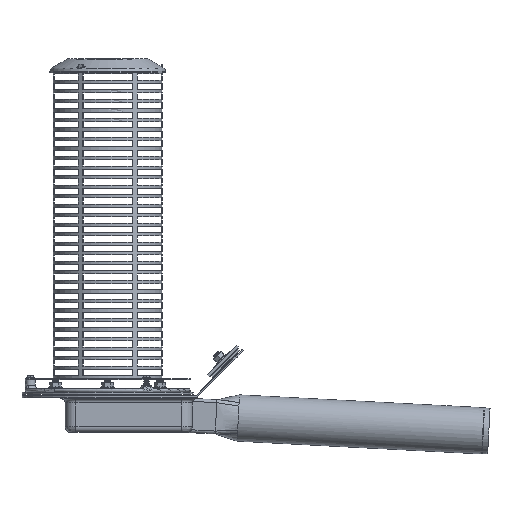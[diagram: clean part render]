
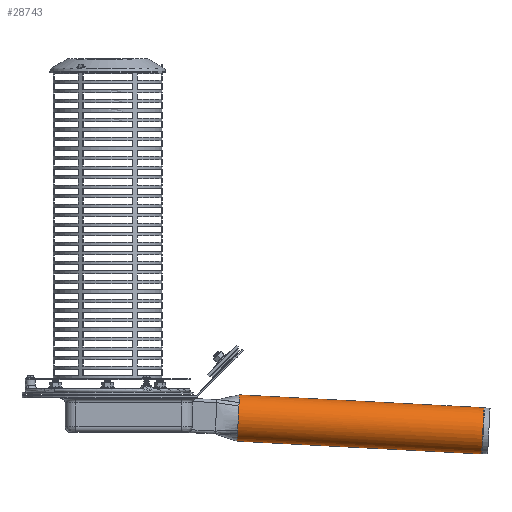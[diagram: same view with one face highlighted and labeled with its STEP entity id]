
A CAD part, front view. The second image highlights one B-rep face of the part: STEP entity #28743.
In plain terms, the highlighted cylindrical face has radius 365 mm (diameter 730 mm), a full revolution.
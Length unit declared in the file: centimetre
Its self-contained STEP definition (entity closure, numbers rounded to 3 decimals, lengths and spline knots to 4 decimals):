
#2628=FACE_OUTER_BOUND('',#4310,.T.);
#4310=EDGE_LOOP('',(#21568,#21569,#21570,#21571,#21572,#21573,#21574,#21575,
#21576,#21577,#21578,#21579,#21580,#21581,#21582,#21583,#21584,#21585));
#6179=LINE('',#45958,#8564);
#8564=VECTOR('',#35886,36.5);
#11021=CIRCLE('',#30905,36.5);
#11022=CIRCLE('',#30906,36.5);
#11027=CIRCLE('',#30913,36.5);
#11028=CIRCLE('',#30914,36.5);
#11029=CIRCLE('',#30915,36.5);
#11030=CIRCLE('',#30916,36.5);
#11031=CIRCLE('',#30917,36.5);
#11032=CIRCLE('',#30918,36.5);
#11033=CIRCLE('',#30919,36.5);
#11034=CIRCLE('',#30920,36.5);
#11035=CIRCLE('',#30921,36.5);
#11036=CIRCLE('',#30922,36.5);
#11037=CIRCLE('',#30923,36.5);
#11038=CIRCLE('',#30924,36.5);
#11039=CIRCLE('',#30925,36.5);
#11040=CIRCLE('',#30926,36.5);
#12929=VERTEX_POINT('',#45927);
#12930=VERTEX_POINT('',#45928);
#12934=VERTEX_POINT('',#45941);
#12935=VERTEX_POINT('',#45942);
#12936=VERTEX_POINT('',#45944);
#12937=VERTEX_POINT('',#45946);
#12938=VERTEX_POINT('',#45948);
#12939=VERTEX_POINT('',#45950);
#12940=VERTEX_POINT('',#45952);
#12941=VERTEX_POINT('',#45954);
#12942=VERTEX_POINT('',#45956);
#12943=VERTEX_POINT('',#45959);
#12944=VERTEX_POINT('',#45961);
#12945=VERTEX_POINT('',#45963);
#12946=VERTEX_POINT('',#45965);
#12947=VERTEX_POINT('',#45967);
#16143=EDGE_CURVE('',#12929,#12930,#11021,.T.);
#16144=EDGE_CURVE('',#12930,#12929,#11022,.T.);
#16150=EDGE_CURVE('',#12934,#12935,#11027,.T.);
#16151=EDGE_CURVE('',#12936,#12934,#11028,.T.);
#16152=EDGE_CURVE('',#12937,#12936,#11029,.T.);
#16153=EDGE_CURVE('',#12938,#12937,#11030,.T.);
#16154=EDGE_CURVE('',#12939,#12938,#11031,.T.);
#16155=EDGE_CURVE('',#12940,#12939,#11032,.T.);
#16156=EDGE_CURVE('',#12941,#12940,#11033,.T.);
#16157=EDGE_CURVE('',#12942,#12941,#11034,.T.);
#16158=EDGE_CURVE('',#12942,#12930,#6179,.T.);
#16159=EDGE_CURVE('',#12943,#12942,#11035,.T.);
#16160=EDGE_CURVE('',#12944,#12943,#11036,.T.);
#16161=EDGE_CURVE('',#12945,#12944,#11037,.T.);
#16162=EDGE_CURVE('',#12946,#12945,#11038,.T.);
#16163=EDGE_CURVE('',#12947,#12946,#11039,.T.);
#16164=EDGE_CURVE('',#12935,#12947,#11040,.T.);
#21568=ORIENTED_EDGE('',*,*,#16150,.F.);
#21569=ORIENTED_EDGE('',*,*,#16151,.F.);
#21570=ORIENTED_EDGE('',*,*,#16152,.F.);
#21571=ORIENTED_EDGE('',*,*,#16153,.F.);
#21572=ORIENTED_EDGE('',*,*,#16154,.F.);
#21573=ORIENTED_EDGE('',*,*,#16155,.F.);
#21574=ORIENTED_EDGE('',*,*,#16156,.F.);
#21575=ORIENTED_EDGE('',*,*,#16157,.F.);
#21576=ORIENTED_EDGE('',*,*,#16158,.T.);
#21577=ORIENTED_EDGE('',*,*,#16143,.F.);
#21578=ORIENTED_EDGE('',*,*,#16144,.F.);
#21579=ORIENTED_EDGE('',*,*,#16158,.F.);
#21580=ORIENTED_EDGE('',*,*,#16159,.F.);
#21581=ORIENTED_EDGE('',*,*,#16160,.F.);
#21582=ORIENTED_EDGE('',*,*,#16161,.F.);
#21583=ORIENTED_EDGE('',*,*,#16162,.F.);
#21584=ORIENTED_EDGE('',*,*,#16163,.F.);
#21585=ORIENTED_EDGE('',*,*,#16164,.F.);
#28096=CYLINDRICAL_SURFACE('',#30912,36.5);
#28743=ADVANCED_FACE('',(#2628),#28096,.T.);
#30905=AXIS2_PLACEMENT_3D('',#45929,#35853,#35854);
#30906=AXIS2_PLACEMENT_3D('',#45930,#35855,#35856);
#30912=AXIS2_PLACEMENT_3D('',#45940,#35868,#35869);
#30913=AXIS2_PLACEMENT_3D('',#45943,#35870,#35871);
#30914=AXIS2_PLACEMENT_3D('',#45945,#35872,#35873);
#30915=AXIS2_PLACEMENT_3D('',#45947,#35874,#35875);
#30916=AXIS2_PLACEMENT_3D('',#45949,#35876,#35877);
#30917=AXIS2_PLACEMENT_3D('',#45951,#35878,#35879);
#30918=AXIS2_PLACEMENT_3D('',#45953,#35880,#35881);
#30919=AXIS2_PLACEMENT_3D('',#45955,#35882,#35883);
#30920=AXIS2_PLACEMENT_3D('',#45957,#35884,#35885);
#30921=AXIS2_PLACEMENT_3D('',#45960,#35887,#35888);
#30922=AXIS2_PLACEMENT_3D('',#45962,#35889,#35890);
#30923=AXIS2_PLACEMENT_3D('',#45964,#35891,#35892);
#30924=AXIS2_PLACEMENT_3D('',#45966,#35893,#35894);
#30925=AXIS2_PLACEMENT_3D('',#45968,#35895,#35896);
#30926=AXIS2_PLACEMENT_3D('',#45969,#35897,#35898);
#35853=DIRECTION('center_axis',(0.999,0.,
-0.052));
#35854=DIRECTION('ref_axis',(-0.052,0.,-0.999));
#35855=DIRECTION('center_axis',(0.999,0.,
-0.052));
#35856=DIRECTION('ref_axis',(-0.052,0.,-0.999));
#35868=DIRECTION('center_axis',(-0.999,0.,
0.052));
#35869=DIRECTION('ref_axis',(0.052,0.,0.999));
#35870=DIRECTION('center_axis',(-0.999,0.,
0.052));
#35871=DIRECTION('ref_axis',(0.052,0.,0.999));
#35872=DIRECTION('center_axis',(-0.999,0.,
0.052));
#35873=DIRECTION('ref_axis',(0.052,0.,0.999));
#35874=DIRECTION('center_axis',(-0.999,0.,
0.052));
#35875=DIRECTION('ref_axis',(0.052,0.,0.999));
#35876=DIRECTION('center_axis',(-0.999,0.,
0.052));
#35877=DIRECTION('ref_axis',(0.052,0.,0.999));
#35878=DIRECTION('center_axis',(-0.999,0.,
0.052));
#35879=DIRECTION('ref_axis',(0.052,0.,0.999));
#35880=DIRECTION('center_axis',(-0.999,0.,
0.052));
#35881=DIRECTION('ref_axis',(0.052,0.,0.999));
#35882=DIRECTION('center_axis',(-0.999,0.,
0.052));
#35883=DIRECTION('ref_axis',(0.052,0.,0.999));
#35884=DIRECTION('center_axis',(-0.999,0.,
0.052));
#35885=DIRECTION('ref_axis',(0.052,0.,0.999));
#35886=DIRECTION('',(0.999,0.,-0.052));
#35887=DIRECTION('center_axis',(-0.999,0.,
0.052));
#35888=DIRECTION('ref_axis',(0.052,0.,0.999));
#35889=DIRECTION('center_axis',(-0.999,0.,
0.052));
#35890=DIRECTION('ref_axis',(0.052,0.,0.999));
#35891=DIRECTION('center_axis',(-0.999,0.,
0.052));
#35892=DIRECTION('ref_axis',(0.052,0.,0.999));
#35893=DIRECTION('center_axis',(-0.999,0.,
0.052));
#35894=DIRECTION('ref_axis',(0.052,0.,0.999));
#35895=DIRECTION('center_axis',(-0.999,0.,
0.052));
#35896=DIRECTION('ref_axis',(0.052,0.,0.999));
#35897=DIRECTION('center_axis',(-0.999,0.,
0.052));
#35898=DIRECTION('ref_axis',(0.052,0.,0.999));
#45927=CARTESIAN_POINT('',(725.6569,36.5,-52.4668));
#45928=CARTESIAN_POINT('',(723.7466,0.,-88.9168));
#45929=CARTESIAN_POINT('Origin',(725.6569,0.,-52.4668));
#45930=CARTESIAN_POINT('Origin',(725.6569,0.,-52.4668));
#45940=CARTESIAN_POINT('Origin',(533.2789,0.,-42.3847));
#45941=CARTESIAN_POINT('',(342.4537,0.,4.1661));
#45942=CARTESIAN_POINT('',(342.0719,21.8937,-3.1192));
#45943=CARTESIAN_POINT('Origin',(340.5434,0.,-32.2839));
#45944=CARTESIAN_POINT('',(342.0719,-21.8937,-3.1192));
#45945=CARTESIAN_POINT('Origin',(340.5434,0.,-32.2839));
#45946=CARTESIAN_POINT('',(341.8195,-27.1611,-7.9345));
#45947=CARTESIAN_POINT('Origin',(340.5434,0.,-32.2839));
#45948=CARTESIAN_POINT('',(341.5327,-31.2238,-13.4067));
#45949=CARTESIAN_POINT('Origin',(340.5434,0.,-32.2839));
#45950=CARTESIAN_POINT('',(339.5541,-31.2238,-51.161));
#45951=CARTESIAN_POINT('Origin',(340.5434,0.,-32.2839));
#45952=CARTESIAN_POINT('',(339.2673,-27.1611,-56.6333));
#45953=CARTESIAN_POINT('Origin',(340.5434,0.,-32.2839));
#45954=CARTESIAN_POINT('',(339.015,-21.8937,-61.4486));
#45955=CARTESIAN_POINT('Origin',(340.5434,0.,-32.2839));
#45956=CARTESIAN_POINT('',(338.6332,0.,-68.7339));
#45957=CARTESIAN_POINT('Origin',(340.5434,0.,-32.2839));
#45958=CARTESIAN_POINT('',(531.3687,0.,-78.8347));
#45959=CARTESIAN_POINT('',(339.015,21.8937,-61.4486));
#45960=CARTESIAN_POINT('Origin',(340.5434,0.,-32.2839));
#45961=CARTESIAN_POINT('',(339.2673,27.1611,-56.6333));
#45962=CARTESIAN_POINT('Origin',(340.5434,0.,-32.2839));
#45963=CARTESIAN_POINT('',(339.5541,31.2238,-51.161));
#45964=CARTESIAN_POINT('Origin',(340.5434,0.,-32.2839));
#45965=CARTESIAN_POINT('',(341.5327,31.2238,-13.4067));
#45966=CARTESIAN_POINT('Origin',(340.5434,0.,-32.2839));
#45967=CARTESIAN_POINT('',(341.8195,27.1611,-7.9345));
#45968=CARTESIAN_POINT('Origin',(340.5434,0.,-32.2839));
#45969=CARTESIAN_POINT('Origin',(340.5434,0.,-32.2839));
